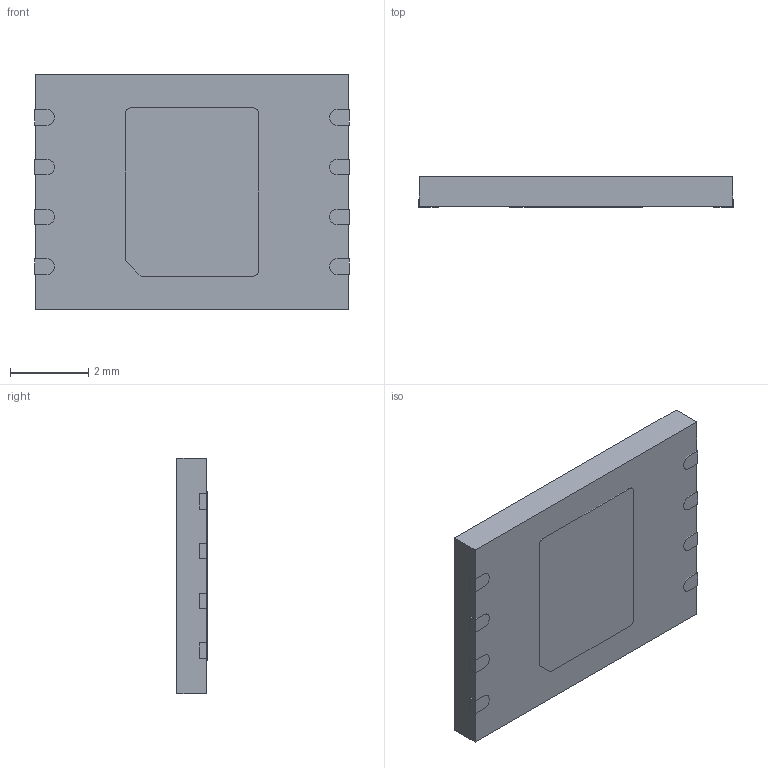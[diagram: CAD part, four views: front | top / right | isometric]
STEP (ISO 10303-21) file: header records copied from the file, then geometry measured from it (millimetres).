
FILE_DESCRIPTION(('FreeCAD Model'),'2;1');
FILE_NAME('Open CASCADE Shape Model','2023-04-16T20:50:34',('Author'),( ''),'Open CASCADE STEP processor 7.5','FreeCAD','Unknown');
FILE_SCHEMA(('AUTOMOTIVE_DESIGN { 1 0 10303 214 1 1 1 1 }'));
Length unit declared in the file: millimetre
Products named in the file (1): WSON8-8x6
Bounding box: 8.02 x 0.77 x 6 mm (x, y, z)
Surface area: 156.6 mm2
Topology: 10 solids, 10 shells, 213 faces, 534 edges, 356 vertices
Faces by surface type: plane 115, bspline 77, cylinder 21
Entity records: 20464 total; most frequent: CARTESIAN_POINT 9591, DIRECTION 1432, ORIENTED_EDGE 1068, PCURVE 1068, DEFINITIONAL_REPRESENTATION 1068, LINE 1056, VECTOR 1056, EDGE_CURVE 534
